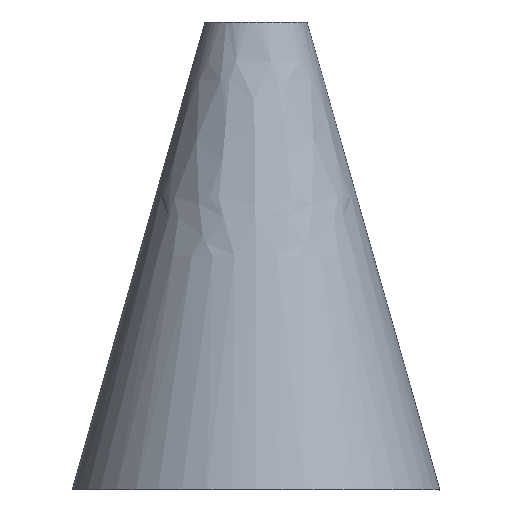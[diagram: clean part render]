
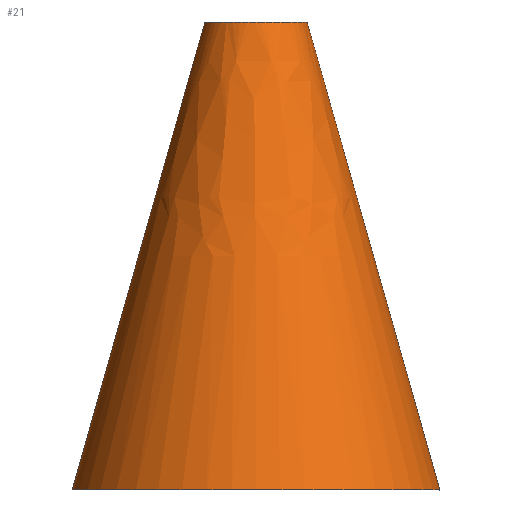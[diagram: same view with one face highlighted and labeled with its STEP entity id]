
A CAD part, front view. The second image highlights one B-rep face of the part: STEP entity #21.
In plain terms, the highlighted free-form (B-spline) face has degree [1, 2] with [3, 5] control points.
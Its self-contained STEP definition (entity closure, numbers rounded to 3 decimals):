
#21=ADVANCED_FACE('',(#29),#111,.T.);
#29=FACE_OUTER_BOUND('',#37,.T.);
#37=EDGE_LOOP('',(#63,#64,#65,#66));
#63=ORIENTED_EDGE('',*,*,#85,.T.);
#64=ORIENTED_EDGE('',*,*,#80,.T.);
#65=ORIENTED_EDGE('',*,*,#72,.F.);
#66=ORIENTED_EDGE('',*,*,#83,.F.);
#72=EDGE_CURVE('',#98,#97,#119,.T.);
#80=EDGE_CURVE('',#101,#97,#92,.T.);
#83=EDGE_CURVE('',#104,#98,#94,.T.);
#85=EDGE_CURVE('',#104,#101,#123,.T.);
#92=(
BOUNDED_CURVE()
B_SPLINE_CURVE(2,(#1315,#1316,#1317,#1318,#1319),.UNSPECIFIED.,.F.,.F.)
B_SPLINE_CURVE_WITH_KNOTS((3,2,3),(28.218,42.327,56.435),
 .UNSPECIFIED.)
CURVE()
GEOMETRIC_REPRESENTATION_ITEM()
RATIONAL_B_SPLINE_CURVE((1.,0.707,1.,0.707,1.))
REPRESENTATION_ITEM('')
);
#94=(
BOUNDED_CURVE()
B_SPLINE_CURVE(2,(#1327,#1328,#1329,#1330,#1331),.UNSPECIFIED.,.F.,.F.)
B_SPLINE_CURVE_WITH_KNOTS((3,2,3),(28.218,42.327,56.435),
 .UNSPECIFIED.)
CURVE()
GEOMETRIC_REPRESENTATION_ITEM()
RATIONAL_B_SPLINE_CURVE((1.,0.707,1.,0.707,1.))
REPRESENTATION_ITEM('')
);
#97=VERTEX_POINT('',#1276);
#98=VERTEX_POINT('',#1277);
#101=VERTEX_POINT('',#1280);
#104=VERTEX_POINT('',#1283);
#111=(
BOUNDED_SURFACE()
B_SPLINE_SURFACE(1,2,((#1251,#1252,#1253,#1254,#1255),(#1256,#1257,#1258,
#1259,#1260),(#1261,#1262,#1263,#1264,#1265)),.UNSPECIFIED.,.F.,.F.,.F.)
B_SPLINE_SURFACE_WITH_KNOTS((2,1,2),(3,2,3),(8.815,17.63,
26.445),(28.218,42.327,56.435),
 .UNSPECIFIED.)
GEOMETRIC_REPRESENTATION_ITEM()
RATIONAL_B_SPLINE_SURFACE(((1.,0.707,1.,0.707,1.),
(1.,0.707,1.,0.707,1.),(1.,0.707,1.,
0.707,1.)))
REPRESENTATION_ITEM('')
SURFACE()
);
#119=B_SPLINE_CURVE_WITH_KNOTS('',1,(#1286,#1287,#1288),.UNSPECIFIED.,.F.,
 .F.,(2,1,2),(8.815,17.63,26.445),
 .UNSPECIFIED.);
#123=B_SPLINE_CURVE_WITH_KNOTS('',1,(#1337,#1338,#1339),.UNSPECIFIED.,.F.,
 .F.,(2,1,2),(8.815,17.63,26.445),
 .UNSPECIFIED.);
#1251=CARTESIAN_POINT('',(-2.5,0.,22.878));
#1252=CARTESIAN_POINT('',(-2.5,-2.5,22.878));
#1253=CARTESIAN_POINT('',(0.,-2.5,22.878));
#1254=CARTESIAN_POINT('',(2.5,-2.5,22.878));
#1255=CARTESIAN_POINT('',(2.5,0.,22.878));
#1256=CARTESIAN_POINT('',(-5.741,0.,11.439));
#1257=CARTESIAN_POINT('',(-5.741,-5.741,11.439));
#1258=CARTESIAN_POINT('',(0.,-5.741,11.439));
#1259=CARTESIAN_POINT('',(5.741,-5.741,11.439));
#1260=CARTESIAN_POINT('',(5.741,0.,11.439));
#1261=CARTESIAN_POINT('',(-8.982,0.,0.));
#1262=CARTESIAN_POINT('',(-8.982,-8.982,0.));
#1263=CARTESIAN_POINT('',(0.,-8.982,0.));
#1264=CARTESIAN_POINT('',(8.982,-8.982,0.));
#1265=CARTESIAN_POINT('',(8.982,0.,0.));
#1276=CARTESIAN_POINT('',(8.982,0.,0.));
#1277=CARTESIAN_POINT('',(2.5,0.,22.878));
#1280=CARTESIAN_POINT('',(-8.982,0.,0.));
#1283=CARTESIAN_POINT('',(-2.5,0.,22.878));
#1286=CARTESIAN_POINT('',(2.5,0.,22.878));
#1287=CARTESIAN_POINT('',(5.741,0.,11.439));
#1288=CARTESIAN_POINT('',(8.982,0.,0.));
#1315=CARTESIAN_POINT('',(-8.982,0.,0.));
#1316=CARTESIAN_POINT('',(-8.982,-8.982,0.));
#1317=CARTESIAN_POINT('',(0.,-8.982,0.));
#1318=CARTESIAN_POINT('',(8.982,-8.982,0.));
#1319=CARTESIAN_POINT('',(8.982,0.,0.));
#1327=CARTESIAN_POINT('',(-2.5,0.,22.878));
#1328=CARTESIAN_POINT('',(-2.5,-2.5,22.878));
#1329=CARTESIAN_POINT('',(0.,-2.5,22.878));
#1330=CARTESIAN_POINT('',(2.5,-2.5,22.878));
#1331=CARTESIAN_POINT('',(2.5,0.,22.878));
#1337=CARTESIAN_POINT('',(-2.5,0.,22.878));
#1338=CARTESIAN_POINT('',(-5.741,0.,11.439));
#1339=CARTESIAN_POINT('',(-8.982,0.,0.));
